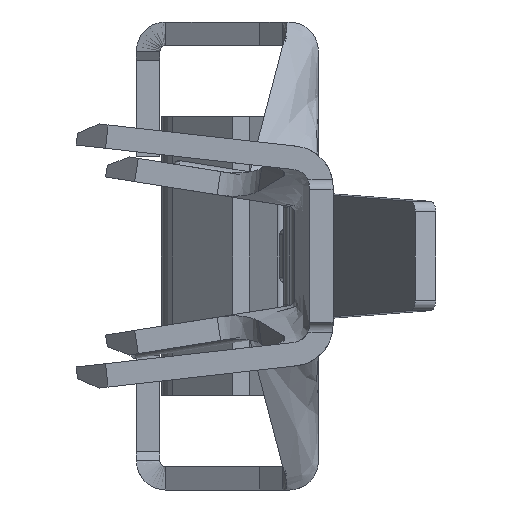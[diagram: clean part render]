
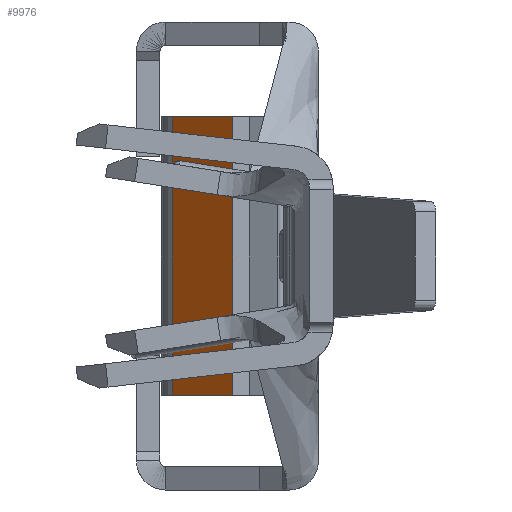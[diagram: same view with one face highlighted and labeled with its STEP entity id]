
A CAD part, left-side view. The second image highlights one B-rep face of the part: STEP entity #9976.
In plain terms, the highlighted planar face has unit normal (-0.707, 0.707, 0).
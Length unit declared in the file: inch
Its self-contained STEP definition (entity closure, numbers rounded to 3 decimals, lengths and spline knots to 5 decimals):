
#90 = ORIENTED_EDGE ( 'NONE', *, *, #2199, .T. ) ;
#228 = CARTESIAN_POINT ( 'NONE',  ( -0.22989, 0.09938, 0.095 ) ) ;
#265 = DIRECTION ( 'NONE',  ( -0.707, -0.707, 0. ) ) ;
#297 = VERTEX_POINT ( 'NONE', #5245 ) ;
#626 = FACE_OUTER_BOUND ( 'NONE', #11716, .T. ) ;
#752 = CARTESIAN_POINT ( 'NONE',  ( -0.271, 0.05827, 0.095 ) ) ;
#1535 = VERTEX_POINT ( 'NONE', #752 ) ;
#1886 = LINE ( 'NONE', #10658, #10794 ) ;
#1975 = ORIENTED_EDGE ( 'NONE', *, *, #4630, .T. ) ;
#2070 = VECTOR ( 'NONE', #265, 39.37008 ) ;
#2199 = EDGE_CURVE ( 'NONE', #2649, #297, #1886, .T. ) ;
#2649 = VERTEX_POINT ( 'NONE', #11166 ) ;
#3275 = EDGE_CURVE ( 'NONE', #14256, #1535, #8446, .T. ) ;
#3645 = ORIENTED_EDGE ( 'NONE', *, *, #5090, .F. ) ;
#4109 = PLANE ( 'NONE',  #4968 ) ;
#4296 = VECTOR ( 'NONE', #13744, 39.37008 ) ;
#4630 = EDGE_CURVE ( 'NONE', #14256, #2649, #13268, .T. ) ;
#4968 = AXIS2_PLACEMENT_3D ( 'NONE', #11739, #12792, #6388 ) ;
#5090 = EDGE_CURVE ( 'NONE', #1535, #297, #6045, .T. ) ;
#5245 = CARTESIAN_POINT ( 'NONE',  ( -0.271, 0.05827, -0.095 ) ) ;
#6045 = LINE ( 'NONE', #9340, #8286 ) ;
#6073 = DIRECTION ( 'NONE',  ( -0.707, -0.707, 0. ) ) ;
#6388 = DIRECTION ( 'NONE',  ( 0.707, 0.707, 0. ) ) ;
#8286 = VECTOR ( 'NONE', #9409, 39.37008 ) ;
#8446 = LINE ( 'NONE', #228, #2070 ) ;
#9340 = CARTESIAN_POINT ( 'NONE',  ( -0.271, 0.05827, 0.095 ) ) ;
#9409 = DIRECTION ( 'NONE',  ( 0., 0., -1. ) ) ;
#9976 = ADVANCED_FACE ( 'NONE', ( #626 ), #4109, .F. ) ;
#10658 = CARTESIAN_POINT ( 'NONE',  ( -0.22989, 0.09938, -0.095 ) ) ;
#10794 = VECTOR ( 'NONE', #6073, 39.37008 ) ;
#11166 = CARTESIAN_POINT ( 'NONE',  ( -0.22989, 0.09938, -0.095 ) ) ;
#11716 = EDGE_LOOP ( 'NONE', ( #90, #3645, #13304, #1975 ) ) ;
#11739 = CARTESIAN_POINT ( 'NONE',  ( -0.22989, 0.09938, 0.095 ) ) ;
#12702 = CARTESIAN_POINT ( 'NONE',  ( -0.22989, 0.09938, 0.095 ) ) ;
#12792 = DIRECTION ( 'NONE',  ( 0.707, -0.707, 0. ) ) ;
#13268 = LINE ( 'NONE', #14024, #4296 ) ;
#13304 = ORIENTED_EDGE ( 'NONE', *, *, #3275, .F. ) ;
#13744 = DIRECTION ( 'NONE',  ( 0., 0., -1. ) ) ;
#14024 = CARTESIAN_POINT ( 'NONE',  ( -0.22989, 0.09938, 0.095 ) ) ;
#14256 = VERTEX_POINT ( 'NONE', #12702 ) ;
